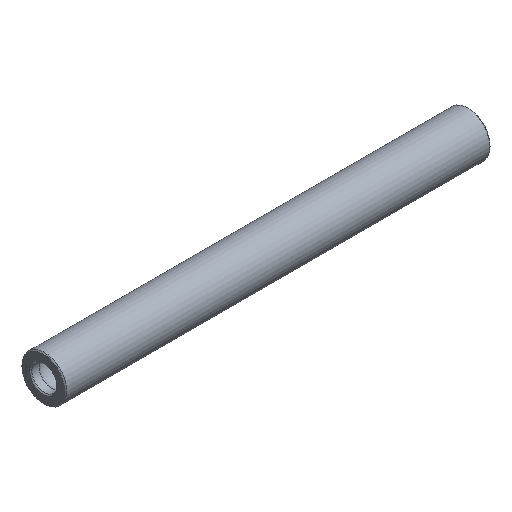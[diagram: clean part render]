
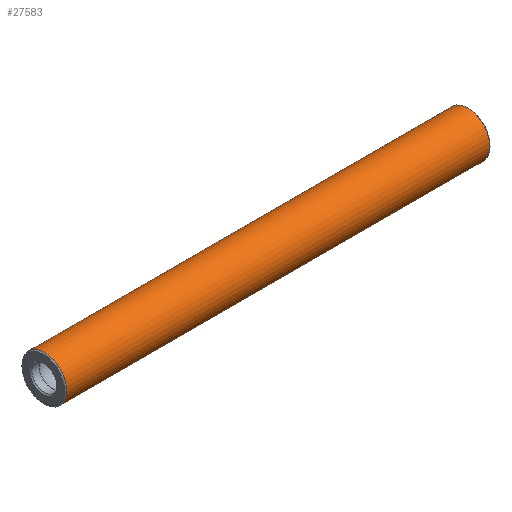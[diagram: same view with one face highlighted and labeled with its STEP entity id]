
A CAD part, isometric view. The second image highlights one B-rep face of the part: STEP entity #27583.
In plain terms, the highlighted cylindrical face has radius 6.25 mm (diameter 12.5 mm), a full revolution.
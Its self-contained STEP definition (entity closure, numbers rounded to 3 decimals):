
#134 = CONICAL_SURFACE('',#135,5.95,0.785);
#135 = AXIS2_PLACEMENT_3D('',#136,#137,#138);
#136 = CARTESIAN_POINT('',(-118.75,0.,0.));
#137 = DIRECTION('',(1.,0.,0.));
#138 = DIRECTION('',(0.,0.,1.));
#10257 = VERTEX_POINT('',#10258);
#10258 = CARTESIAN_POINT('',(-118.45,0.,6.25));
#10279 = EDGE_CURVE('',#10257,#10257,#10280,.T.);
#10280 = SURFACE_CURVE('',#10281,(#10286,#10293),.PCURVE_S1.);
#10281 = CIRCLE('',#10282,6.25);
#10282 = AXIS2_PLACEMENT_3D('',#10283,#10284,#10285);
#10283 = CARTESIAN_POINT('',(-118.45,0.,0.));
#10284 = DIRECTION('',(1.,0.,0.));
#10285 = DIRECTION('',(0.,0.,1.));
#10286 = PCURVE('',#134,#10287);
#10287 = DEFINITIONAL_REPRESENTATION('',(#10288),#10292);
#10288 = LINE('',#10289,#10290);
#10289 = CARTESIAN_POINT('',(0.,0.3));
#10290 = VECTOR('',#10291,1.);
#10291 = DIRECTION('',(1.,0.));
#10292 = ( GEOMETRIC_REPRESENTATION_CONTEXT(2) 
PARAMETRIC_REPRESENTATION_CONTEXT() REPRESENTATION_CONTEXT('2D SPACE',''
  ) );
#10293 = PCURVE('',#10294,#10299);
#10294 = CYLINDRICAL_SURFACE('',#10295,6.25);
#10295 = AXIS2_PLACEMENT_3D('',#10296,#10297,#10298);
#10296 = CARTESIAN_POINT('',(-118.45,0.,0.));
#10297 = DIRECTION('',(1.,0.,0.));
#10298 = DIRECTION('',(0.,0.,1.));
#10299 = DEFINITIONAL_REPRESENTATION('',(#10300),#10304);
#10300 = LINE('',#10301,#10302);
#10301 = CARTESIAN_POINT('',(0.,0.));
#10302 = VECTOR('',#10303,1.);
#10303 = DIRECTION('',(1.,0.));
#10304 = ( GEOMETRIC_REPRESENTATION_CONTEXT(2) 
PARAMETRIC_REPRESENTATION_CONTEXT() REPRESENTATION_CONTEXT('2D SPACE',''
  ) );
#27583 = ADVANCED_FACE('',(#27584),#10294,.T.);
#27584 = FACE_BOUND('',#27585,.T.);
#27585 = EDGE_LOOP('',(#27586,#27587,#27610,#27637));
#27586 = ORIENTED_EDGE('',*,*,#10279,.T.);
#27587 = ORIENTED_EDGE('',*,*,#27588,.T.);
#27588 = EDGE_CURVE('',#10257,#27589,#27591,.T.);
#27589 = VERTEX_POINT('',#27590);
#27590 = CARTESIAN_POINT('',(-0.3,0.,6.25));
#27591 = SEAM_CURVE('',#27592,(#27596,#27603),.PCURVE_S1.);
#27592 = LINE('',#27593,#27594);
#27593 = CARTESIAN_POINT('',(-118.45,0.,6.25));
#27594 = VECTOR('',#27595,1.);
#27595 = DIRECTION('',(1.,0.,0.));
#27596 = PCURVE('',#10294,#27597);
#27597 = DEFINITIONAL_REPRESENTATION('',(#27598),#27602);
#27598 = LINE('',#27599,#27600);
#27599 = CARTESIAN_POINT('',(0.,0.));
#27600 = VECTOR('',#27601,1.);
#27601 = DIRECTION('',(0.,1.));
#27602 = ( GEOMETRIC_REPRESENTATION_CONTEXT(2) 
PARAMETRIC_REPRESENTATION_CONTEXT() REPRESENTATION_CONTEXT('2D SPACE',''
  ) );
#27603 = PCURVE('',#10294,#27604);
#27604 = DEFINITIONAL_REPRESENTATION('',(#27605),#27609);
#27605 = LINE('',#27606,#27607);
#27606 = CARTESIAN_POINT('',(6.283,0.));
#27607 = VECTOR('',#27608,1.);
#27608 = DIRECTION('',(0.,1.));
#27609 = ( GEOMETRIC_REPRESENTATION_CONTEXT(2) 
PARAMETRIC_REPRESENTATION_CONTEXT() REPRESENTATION_CONTEXT('2D SPACE',''
  ) );
#27610 = ORIENTED_EDGE('',*,*,#27611,.F.);
#27611 = EDGE_CURVE('',#27589,#27589,#27612,.T.);
#27612 = SURFACE_CURVE('',#27613,(#27618,#27625),.PCURVE_S1.);
#27613 = CIRCLE('',#27614,6.25);
#27614 = AXIS2_PLACEMENT_3D('',#27615,#27616,#27617);
#27615 = CARTESIAN_POINT('',(-0.3,0.,0.));
#27616 = DIRECTION('',(1.,0.,0.));
#27617 = DIRECTION('',(0.,0.,1.));
#27618 = PCURVE('',#10294,#27619);
#27619 = DEFINITIONAL_REPRESENTATION('',(#27620),#27624);
#27620 = LINE('',#27621,#27622);
#27621 = CARTESIAN_POINT('',(0.,118.15));
#27622 = VECTOR('',#27623,1.);
#27623 = DIRECTION('',(1.,0.));
#27624 = ( GEOMETRIC_REPRESENTATION_CONTEXT(2) 
PARAMETRIC_REPRESENTATION_CONTEXT() REPRESENTATION_CONTEXT('2D SPACE',''
  ) );
#27625 = PCURVE('',#27626,#27631);
#27626 = CONICAL_SURFACE('',#27627,6.25,0.785);
#27627 = AXIS2_PLACEMENT_3D('',#27628,#27629,#27630);
#27628 = CARTESIAN_POINT('',(-0.3,0.,0.));
#27629 = DIRECTION('',(-1.,-0.,-0.));
#27630 = DIRECTION('',(0.,0.,1.));
#27631 = DEFINITIONAL_REPRESENTATION('',(#27632),#27636);
#27632 = LINE('',#27633,#27634);
#27633 = CARTESIAN_POINT('',(-0.,-0.));
#27634 = VECTOR('',#27635,1.);
#27635 = DIRECTION('',(-1.,-0.));
#27636 = ( GEOMETRIC_REPRESENTATION_CONTEXT(2) 
PARAMETRIC_REPRESENTATION_CONTEXT() REPRESENTATION_CONTEXT('2D SPACE',''
  ) );
#27637 = ORIENTED_EDGE('',*,*,#27588,.F.);
